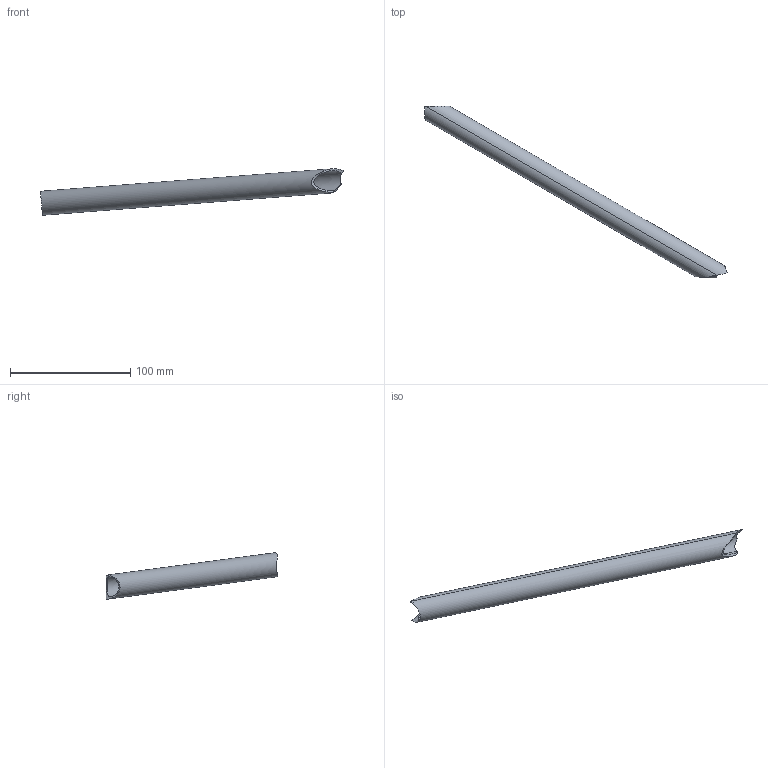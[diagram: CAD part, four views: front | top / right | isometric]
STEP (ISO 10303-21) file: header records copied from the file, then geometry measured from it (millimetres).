
FILE_DESCRIPTION(('CATIA V5 STEP Exchange'),'2;1');
FILE_NAME('42.stp','2023-02-19T10:28:49+00:00',('none'),('none'),'CATIA Version 5 Release 19 SP 2 (IN-10)','CATIA V5 STEP AP203','none');
FILE_SCHEMA(('CONFIG_CONTROL_DESIGN'));
Length unit declared in the file: millimetre
Products named in the file (1): Shape_428
Bounding box: 251.96 x 142.87 x 38.65 mm (x, y, z)
Volume: 23493.6 mm3; surface area: 31637.4 mm2
Topology: 1 solids, 1 shells, 10 faces, 30 edges, 21 vertices
Faces by surface type: cylinder 7, bspline 3
Entity records: 1376 total; most frequent: CARTESIAN_POINT 1117, ORIENTED_EDGE 60, EDGE_CURVE 30, B_SPLINE_CURVE_WITH_KNOTS 24, VERTEX_POINT 21, DIRECTION 19, EDGE_LOOP 11, ADVANCED_FACE 10
